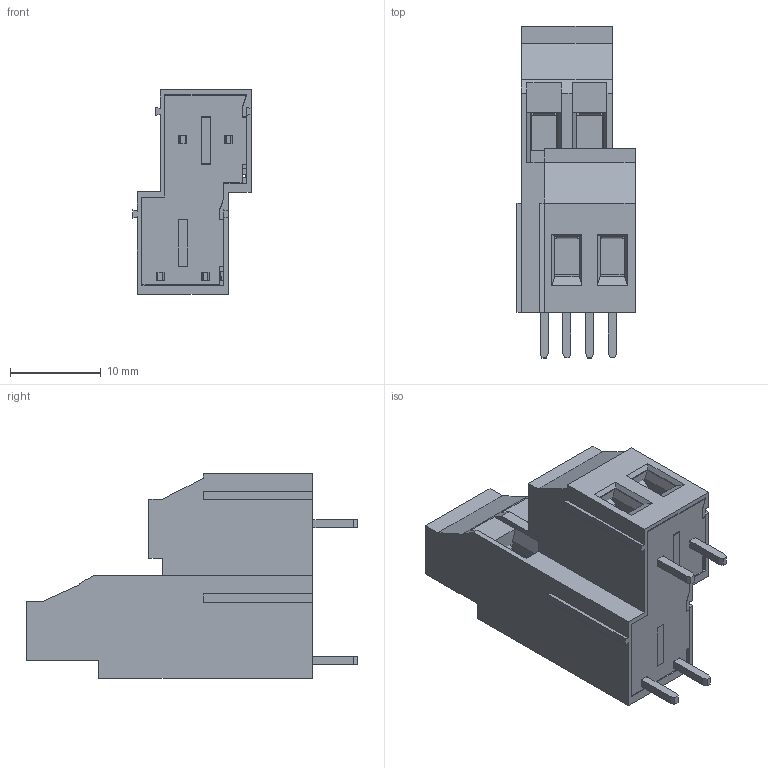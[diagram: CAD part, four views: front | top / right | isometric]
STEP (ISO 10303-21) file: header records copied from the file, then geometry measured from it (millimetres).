
FILE_DESCRIPTION(/* description */ ('Unknown'),/* implementation_level */ '2;1');
FILE_NAME(/* name */ '691233710004',/* time_stamp */ '2016-03-16T17:20:11+01:00',/* author */ ('Unknown'),/* organization */ ('Unknown'),/* preprocessor_version */ 'ST-DEVELOPER v16',/* originating_system */ 'DEX',/* authorisation */ $);
FILE_SCHEMA (('AUTOMOTIVE_DESIGN {1 0 10303 214 3 1 1}'));
Length unit declared in the file: millimetre
Products named in the file (7): 6912337100xx; 691233710004; 691233710004_BACK; 6912337100xx_MASS; 6912337100xx_PIN_LONG; 6912337100xx_PIN_SMALL; 6912337100xx_VIS
Assembly tree (14 placements, depth 2):
  6912337100xx
    691233710004
    691233710004_BACK
    6912337100xx_MASS  x4
    6912337100xx_PIN_LONG  x2
    6912337100xx_PIN_SMALL  x2
    6912337100xx_VIS  x4
Bounding box: 13 x 36.5 x 22.5 mm (x, y, z)
Volume: 3172.9 mm3; surface area: 7436.9 mm2
Topology: 14 solids, 14 shells, 517 faces, 1384 edges, 896 vertices
Faces by surface type: plane 449, cylinder 66, bspline 2
Full cylindrical faces by diameter (mm): 0.8 x6, 3 x12, 3.7 x8
Entity records: 12072 total; most frequent: CARTESIAN_POINT 2114, ORIENTED_EDGE 2054, DIRECTION 1905, EDGE_CURVE 1027, LINE 937, VECTOR 937, VERTEX_POINT 677, AXIS2_PLACEMENT_3D 484
